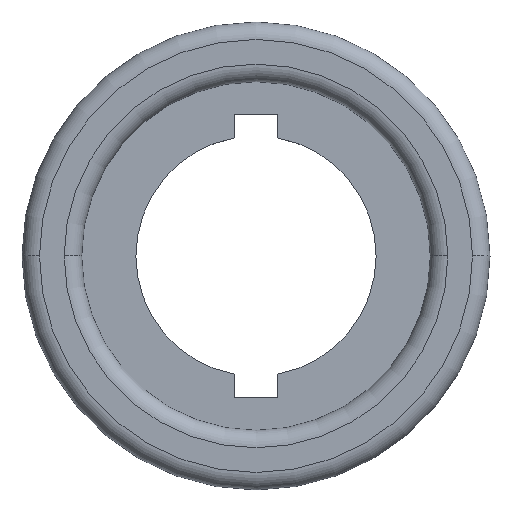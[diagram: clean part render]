
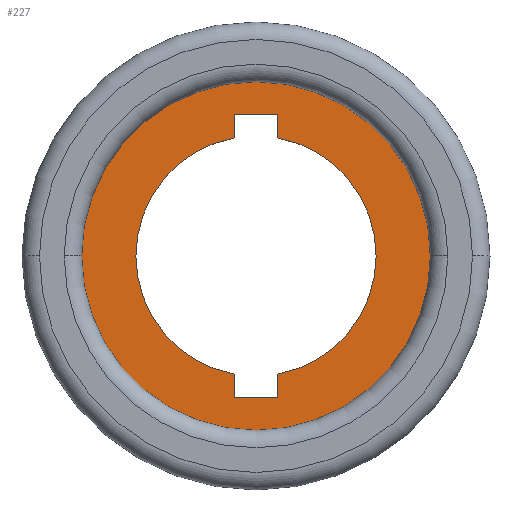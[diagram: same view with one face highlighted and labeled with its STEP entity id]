
A CAD part, top view. The second image highlights one B-rep face of the part: STEP entity #227.
In plain terms, the highlighted planar face has unit normal (0, 0, 1).
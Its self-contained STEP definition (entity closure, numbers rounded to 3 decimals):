
#10 = CARTESIAN_POINT ( 'NONE',  ( 73.8, 52., 32.3 ) ) ;
#11 = DIRECTION ( 'NONE',  ( -1., 0., 0. ) ) ;
#32 = VERTEX_POINT ( 'NONE', #462 ) ;
#37 = VECTOR ( 'NONE', #480, 1000. ) ;
#49 = DIRECTION ( 'NONE',  ( -1., 0., 0. ) ) ;
#50 = VERTEX_POINT ( 'NONE', #407 ) ;
#58 = VECTOR ( 'NONE', #712, 1000. ) ;
#63 = EDGE_CURVE ( 'NONE', #648, #86, #623, .T. ) ;
#64 = AXIS2_PLACEMENT_3D ( 'NONE', #169, #968, #384 ) ;
#77 = DIRECTION ( 'NONE',  ( 0., 0., 1. ) ) ;
#86 = VERTEX_POINT ( 'NONE', #687 ) ;
#88 = CARTESIAN_POINT ( 'NONE',  ( 74.8, 45.5, 32.3 ) ) ;
#118 = ORIENTED_EDGE ( 'NONE', *, *, #63, .T. ) ;
#139 = EDGE_CURVE ( 'NONE', #842, #50, #854, .T. ) ;
#157 = VECTOR ( 'NONE', #323, 1000. ) ;
#158 = DIRECTION ( 'NONE',  ( 0., -1., 0. ) ) ;
#163 = DIRECTION ( 'NONE',  ( 0., 0., -1. ) ) ;
#167 = DIRECTION ( 'NONE',  ( 0., 0., -1. ) ) ;
#169 = CARTESIAN_POINT ( 'NONE',  ( 74.8, 45.5, 32.3 ) ) ;
#173 = ORIENTED_EDGE ( 'NONE', *, *, #889, .T. ) ;
#205 = VERTEX_POINT ( 'NONE', #603 ) ;
#217 = EDGE_CURVE ( 'NONE', #277, #205, #961, .T. ) ;
#227 = ADVANCED_FACE ( 'NONE', ( #349, #470 ), #544, .T. ) ;
#232 = VERTEX_POINT ( 'NONE', #244 ) ;
#238 = VECTOR ( 'NONE', #158, 1000. ) ;
#244 = CARTESIAN_POINT ( 'NONE',  ( 66.817, 45.5, 32.3 ) ) ;
#248 = CARTESIAN_POINT ( 'NONE',  ( 74.8, 53.483, 32.3 ) ) ;
#271 = EDGE_CURVE ( 'NONE', #32, #232, #555, .T. ) ;
#277 = VERTEX_POINT ( 'NONE', #902 ) ;
#282 = CARTESIAN_POINT ( 'NONE',  ( 75.8, 40.092, 32.3 ) ) ;
#291 = AXIS2_PLACEMENT_3D ( 'NONE', #939, #860, #49 ) ;
#302 = CARTESIAN_POINT ( 'NONE',  ( 75.8, 52., 32.3 ) ) ;
#310 = CARTESIAN_POINT ( 'NONE',  ( 74.8, 45.5, 32.3 ) ) ;
#323 = DIRECTION ( 'NONE',  ( -1., 0., 0. ) ) ;
#343 = EDGE_CURVE ( 'NONE', #232, #32, #666, .T. ) ;
#349 = FACE_BOUND ( 'NONE', #579, .T. ) ;
#356 = ORIENTED_EDGE ( 'NONE', *, *, #271, .T. ) ;
#360 = LINE ( 'NONE', #548, #157 ) ;
#361 = VERTEX_POINT ( 'NONE', #630 ) ;
#363 = CARTESIAN_POINT ( 'NONE',  ( 75.8, 50.908, 32.3 ) ) ;
#381 = CARTESIAN_POINT ( 'NONE',  ( 75.8, 39., 32.3 ) ) ;
#384 = DIRECTION ( 'NONE',  ( 1., 0., 0. ) ) ;
#385 = AXIS2_PLACEMENT_3D ( 'NONE', #248, #77, #11 ) ;
#407 = CARTESIAN_POINT ( 'NONE',  ( 75.8, 52., 32.3 ) ) ;
#412 = ORIENTED_EDGE ( 'NONE', *, *, #343, .T. ) ;
#438 = EDGE_CURVE ( 'NONE', #361, #277, #621, .T. ) ;
#459 = DIRECTION ( 'NONE',  ( -1., 0., 0. ) ) ;
#462 = CARTESIAN_POINT ( 'NONE',  ( 82.783, 45.5, 32.3 ) ) ;
#469 = DIRECTION ( 'NONE',  ( 0., 0., 1. ) ) ;
#470 = FACE_OUTER_BOUND ( 'NONE', #574, .T. ) ;
#480 = DIRECTION ( 'NONE',  ( 0., 1., 0. ) ) ;
#507 = LINE ( 'NONE', #302, #238 ) ;
#509 = DIRECTION ( 'NONE',  ( 0., -1., 0. ) ) ;
#527 = VECTOR ( 'NONE', #509, 1000. ) ;
#544 = PLANE ( 'NONE',  #385 ) ;
#548 = CARTESIAN_POINT ( 'NONE',  ( 73.8, 39., 32.3 ) ) ;
#554 = CARTESIAN_POINT ( 'NONE',  ( 74.8, 45.5, 32.3 ) ) ;
#555 = CIRCLE ( 'NONE', #64, 7.983 ) ;
#563 = CARTESIAN_POINT ( 'NONE',  ( 73.8, 40.092, 32.3 ) ) ;
#564 = LINE ( 'NONE', #10, #737 ) ;
#572 = EDGE_CURVE ( 'NONE', #86, #895, #677, .T. ) ;
#574 = EDGE_LOOP ( 'NONE', ( #356, #412 ) ) ;
#578 = ORIENTED_EDGE ( 'NONE', *, *, #217, .T. ) ;
#579 = EDGE_LOOP ( 'NONE', ( #835, #173, #790, #659, #578, #771, #911, #825, #118 ) ) ;
#603 = CARTESIAN_POINT ( 'NONE',  ( 73.8, 50.908, 32.3 ) ) ;
#614 = DIRECTION ( 'NONE',  ( 0., 1., 0. ) ) ;
#621 = CIRCLE ( 'NONE', #291, 5.5 ) ;
#623 = CIRCLE ( 'NONE', #941, 5.5 ) ;
#630 = CARTESIAN_POINT ( 'NONE',  ( 73.8, 40.092, 32.3 ) ) ;
#648 = VERTEX_POINT ( 'NONE', #363 ) ;
#658 = LINE ( 'NONE', #563, #37 ) ;
#659 = ORIENTED_EDGE ( 'NONE', *, *, #438, .T. ) ;
#666 = CIRCLE ( 'NONE', #734, 7.983 ) ;
#677 = LINE ( 'NONE', #282, #527 ) ;
#684 = CARTESIAN_POINT ( 'NONE',  ( 73.8, 52., 32.3 ) ) ;
#687 = CARTESIAN_POINT ( 'NONE',  ( 75.8, 40.092, 32.3 ) ) ;
#712 = DIRECTION ( 'NONE',  ( 1., 0., 0. ) ) ;
#734 = AXIS2_PLACEMENT_3D ( 'NONE', #554, #469, #782 ) ;
#737 = VECTOR ( 'NONE', #614, 1000. ) ;
#743 = EDGE_CURVE ( 'NONE', #50, #648, #507, .T. ) ;
#764 = DIRECTION ( 'NONE',  ( -1., 0., 0. ) ) ;
#771 = ORIENTED_EDGE ( 'NONE', *, *, #887, .T. ) ;
#782 = DIRECTION ( 'NONE',  ( 1., 0., 0. ) ) ;
#783 = CARTESIAN_POINT ( 'NONE',  ( 73.8, 52., 32.3 ) ) ;
#790 = ORIENTED_EDGE ( 'NONE', *, *, #957, .T. ) ;
#818 = AXIS2_PLACEMENT_3D ( 'NONE', #310, #163, #764 ) ;
#825 = ORIENTED_EDGE ( 'NONE', *, *, #743, .T. ) ;
#835 = ORIENTED_EDGE ( 'NONE', *, *, #572, .T. ) ;
#842 = VERTEX_POINT ( 'NONE', #684 ) ;
#854 = LINE ( 'NONE', #783, #58 ) ;
#860 = DIRECTION ( 'NONE',  ( 0., 0., -1. ) ) ;
#887 = EDGE_CURVE ( 'NONE', #205, #842, #564, .T. ) ;
#889 = EDGE_CURVE ( 'NONE', #895, #936, #360, .T. ) ;
#895 = VERTEX_POINT ( 'NONE', #381 ) ;
#902 = CARTESIAN_POINT ( 'NONE',  ( 69.3, 45.5, 32.3 ) ) ;
#911 = ORIENTED_EDGE ( 'NONE', *, *, #139, .T. ) ;
#934 = CARTESIAN_POINT ( 'NONE',  ( 73.8, 39., 32.3 ) ) ;
#936 = VERTEX_POINT ( 'NONE', #934 ) ;
#939 = CARTESIAN_POINT ( 'NONE',  ( 74.8, 45.5, 32.3 ) ) ;
#941 = AXIS2_PLACEMENT_3D ( 'NONE', #88, #167, #459 ) ;
#957 = EDGE_CURVE ( 'NONE', #936, #361, #658, .T. ) ;
#961 = CIRCLE ( 'NONE', #818, 5.5 ) ;
#968 = DIRECTION ( 'NONE',  ( 0., 0., 1. ) ) ;
